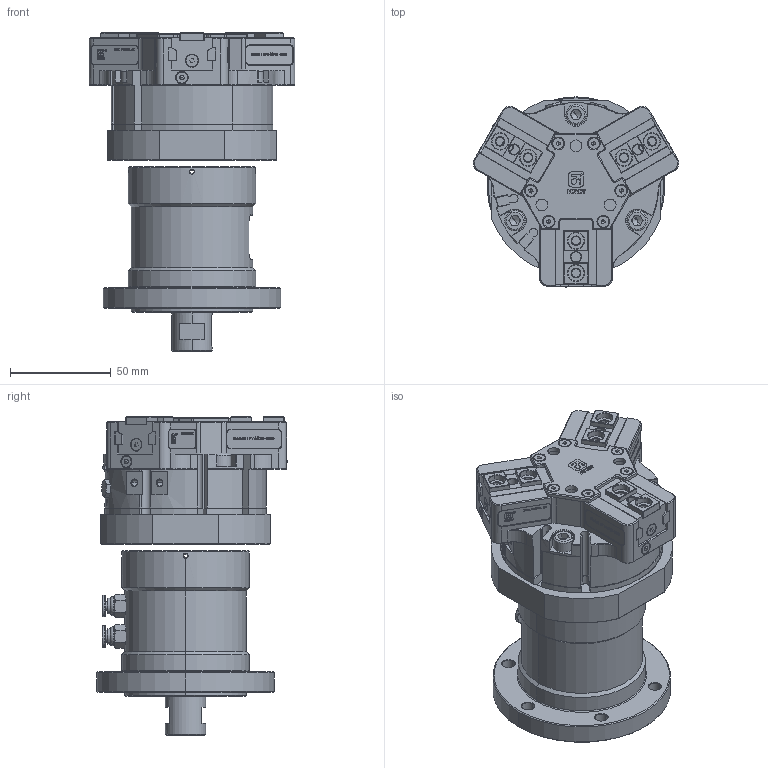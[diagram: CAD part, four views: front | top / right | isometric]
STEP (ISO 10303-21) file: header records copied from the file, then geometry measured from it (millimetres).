
FILE_DESCRIPTION (( 'STEP AP203' ), '1' );
FILE_NAME ('75法兰型无限旋转头+ZM46N-D55.STEP', '2022-05-11T01:23:54', ( 'User' ), ( 'Microsoft' ), 'SwSTEP 2.0', 'SolidWorks 2015', '' );
FILE_SCHEMA (( 'CONFIG_CONTROL_DESIGN' ));
Products named in the file (1): 75法兰型无限旋转头+ZM46N-D55
Bounding box: 101.67 x 94.39 x 157.8 mm (x, y, z)
Surface area: 90636.4 mm2 (no closed solid volume)
Topology: 0 solids, 129 shells, 1462 faces, 6954 edges, 5513 vertices
Faces by surface type: plane 731, cylinder 337, cone 288, bspline 72, sphere 20, torus 14
Entity records: 94784 total; most frequent: CARTESIAN_POINT 42026, DIRECTION 9905, ORIENTED_EDGE 9603, EDGE_CURVE 6912, VERTEX_POINT 5501, LINE 4135, VECTOR 4135, AXIS2_PLACEMENT_3D 2885
